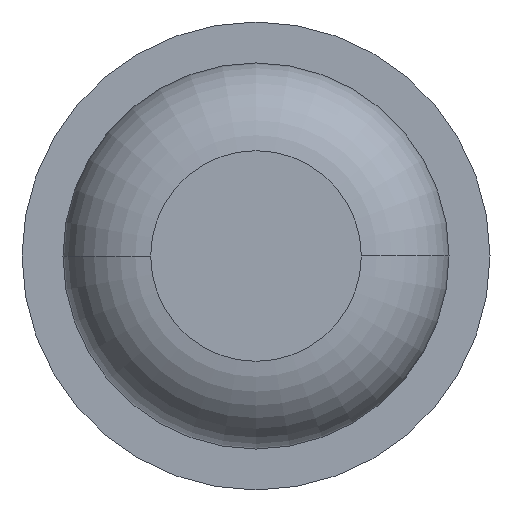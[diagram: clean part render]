
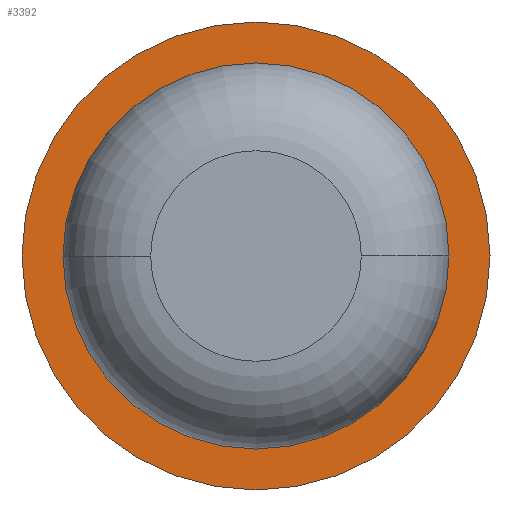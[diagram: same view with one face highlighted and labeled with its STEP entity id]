
A CAD part, front view. The second image highlights one B-rep face of the part: STEP entity #3392.
In plain terms, the highlighted planar face has unit normal (0, -1, 0).
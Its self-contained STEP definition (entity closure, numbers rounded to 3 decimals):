
#138 = VERTEX_POINT ( 'NONE', #2401 ) ;
#161 = AXIS2_PLACEMENT_3D ( 'NONE', #1956, #406, #1948 ) ;
#221 = DIRECTION ( 'NONE',  ( 0., 1., 0. ) ) ;
#257 = EDGE_CURVE ( 'Defeature ausgef�hrt1_21+Defeature ausgef�hrt1_16+Defeature ausgef�hrt1_16+Defeature ausgef�hrt1_16', #138, #1610, #2300, .T. ) ;
#314 = DIRECTION ( 'NONE',  ( -1., 0., 0. ) ) ;
#323 = DIRECTION ( 'NONE',  ( 0., 1., 0. ) ) ;
#368 = AXIS2_PLACEMENT_3D ( 'NONE', #1779, #221, #1771 ) ;
#406 = DIRECTION ( 'NONE',  ( 0., 1., 0. ) ) ;
#655 = CIRCLE ( 'NONE', #3845, 0.825 ) ;
#714 = FACE_OUTER_BOUND ( 'NONE', #1024, .T. ) ;
#808 = CIRCLE ( 'NONE', #368, 1. ) ;
#826 = VERTEX_POINT ( 'NONE', #1102 ) ;
#920 = EDGE_LOOP ( 'NONE', ( #1245, #3739 ) ) ;
#1024 = EDGE_LOOP ( 'NONE', ( #3889, #3045 ) ) ;
#1102 = CARTESIAN_POINT ( 'NONE',  ( 1., -6., 0. ) ) ;
#1243 = CARTESIAN_POINT ( 'NONE',  ( 0., -6., 0. ) ) ;
#1245 = ORIENTED_EDGE ( 'NONE', *, *, #2952, .T. ) ;
#1598 = DIRECTION ( 'NONE',  ( -1., 0., 0. ) ) ;
#1610 = VERTEX_POINT ( 'NONE', #2875 ) ;
#1718 = DIRECTION ( 'NONE',  ( 0., 1., 0. ) ) ;
#1771 = DIRECTION ( 'NONE',  ( -1., 0., 0. ) ) ;
#1779 = CARTESIAN_POINT ( 'NONE',  ( 0., -6., 0. ) ) ;
#1863 = CIRCLE ( 'NONE', #3534, 1. ) ;
#1948 = DIRECTION ( 'NONE',  ( -1., 0., 0. ) ) ;
#1956 = CARTESIAN_POINT ( 'NONE',  ( 0.825, -6., 0. ) ) ;
#2094 = AXIS2_PLACEMENT_3D ( 'NONE', #3704, #323, #314 ) ;
#2300 = CIRCLE ( 'NONE', #2094, 0.825 ) ;
#2401 = CARTESIAN_POINT ( 'NONE',  ( 0.825, -6., 0. ) ) ;
#2423 = VERTEX_POINT ( 'NONE', #3700 ) ;
#2604 = PLANE ( 'NONE',  #161 ) ;
#2875 = CARTESIAN_POINT ( 'NONE',  ( -0.825, -6., 0. ) ) ;
#2952 = EDGE_CURVE ( 'Defeature ausgef�hrt1_21+Defeature ausgef�hrt1_16+Defeature ausgef�hrt1_16+Defeature ausgef�hrt1_16', #1610, #138, #655, .T. ) ;
#3045 = ORIENTED_EDGE ( 'NONE', *, *, #3551, .F. ) ;
#3102 = DIRECTION ( 'NONE',  ( 0., 1., 0. ) ) ;
#3238 = DIRECTION ( 'NONE',  ( -1., 0., 0. ) ) ;
#3271 = FACE_BOUND ( 'NONE', #920, .T. ) ;
#3274 = CARTESIAN_POINT ( 'NONE',  ( 0., -6., 0. ) ) ;
#3392 = ADVANCED_FACE ( 'Defeature ausgef�hrt1_21', ( #714, #3271 ), #2604, .F. ) ;
#3534 = AXIS2_PLACEMENT_3D ( 'NONE', #1243, #3102, #1598 ) ;
#3551 = EDGE_CURVE ( 'Defeature ausgef�hrt1_22+Defeature ausgef�hrt1_21+Defeature ausgef�hrt1_21+Defeature ausgef�hrt1_21', #826, #2423, #808, .T. ) ;
#3700 = CARTESIAN_POINT ( 'NONE',  ( -1., -6., 0. ) ) ;
#3704 = CARTESIAN_POINT ( 'NONE',  ( 0., -6., 0. ) ) ;
#3739 = ORIENTED_EDGE ( 'NONE', *, *, #257, .T. ) ;
#3844 = EDGE_CURVE ( 'Defeature ausgef�hrt1_22+Defeature ausgef�hrt1_21+Defeature ausgef�hrt1_21+Defeature ausgef�hrt1_21', #2423, #826, #1863, .T. ) ;
#3845 = AXIS2_PLACEMENT_3D ( 'NONE', #3274, #1718, #3238 ) ;
#3889 = ORIENTED_EDGE ( 'NONE', *, *, #3844, .F. ) ;
